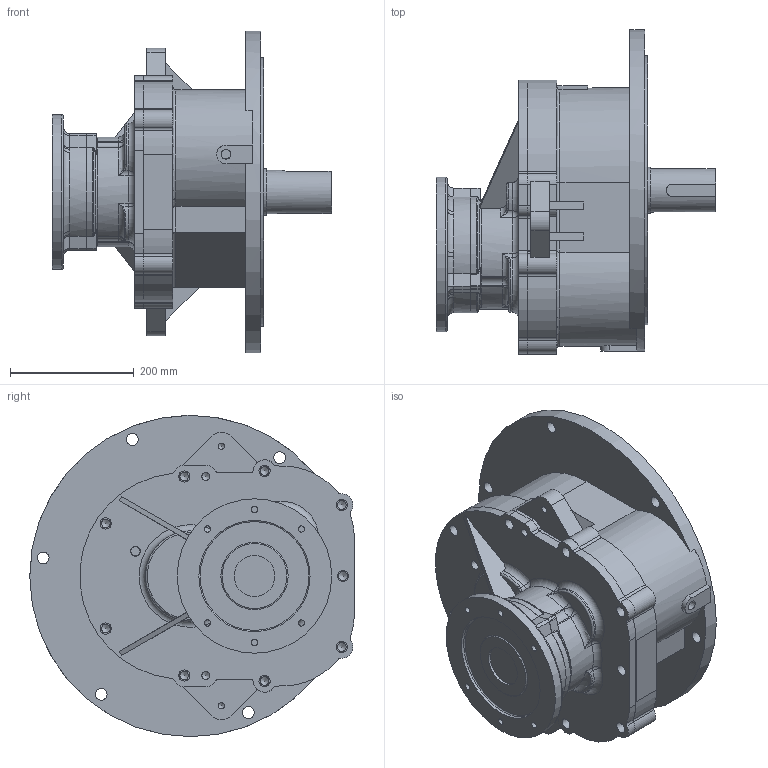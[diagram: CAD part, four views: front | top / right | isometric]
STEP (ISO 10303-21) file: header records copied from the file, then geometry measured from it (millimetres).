
FILE_DESCRIPTION (( 'STEP AP214' ), '1' );
FILE_NAME ('EK2DO07900H001_F1VF_2.2KW_R100.stp', '2022-07-04T06:38:47', ( 'Windows 餌辨濠' ), ( '' ), 'SwSTEP 2.0', 'SolidWorks 2021', '' );
FILE_SCHEMA (( 'AUTOMOTIVE_DESIGN' ));
Length unit declared in the file: millimetre
Products named in the file (5): EK2DO07900H001_F1VF_2.2KW_R100; DKG1300340__2.2; 27_2.2KW; DKA0800232_BRACKET; DKA0102471_CASING
Assembly tree (4 placements, depth 2):
  EK2DO07900H001_F1VF_2.2KW_R100
    DKA0102471_CASING
    DKG1300340__2.2
    DKA0800232_BRACKET
    27_2.2KW
Bounding box: 452 x 525.15 x 520 mm (x, y, z)
Volume: 29754640.4 mm3; surface area: 1429810.4 mm2
Topology: 4 solids, 4 shells, 601 faces, 1578 edges, 962 vertices
Faces by surface type: cylinder 278, plane 135, torus 81, bspline 51, sphere 31, cone 25
Full cylindrical faces by diameter (mm): 2.7 x2, 6.8 x3, 9 x3, 10.2 x8, 13 x4, 14 x9, 18 x9, 19 x6, 66 x1, 70 x1, 75 x1, 180 x1, 250 x1, 415 x1, 435 x1, 520 x1
Entity records: 21077 total; most frequent: CARTESIAN_POINT 6440, DIRECTION 3096, ORIENTED_EDGE 2850, EDGE_CURVE 1425, AXIS2_PLACEMENT_3D 1301, VERTEX_POINT 917, CIRCLE 744, EDGE_LOOP 740
